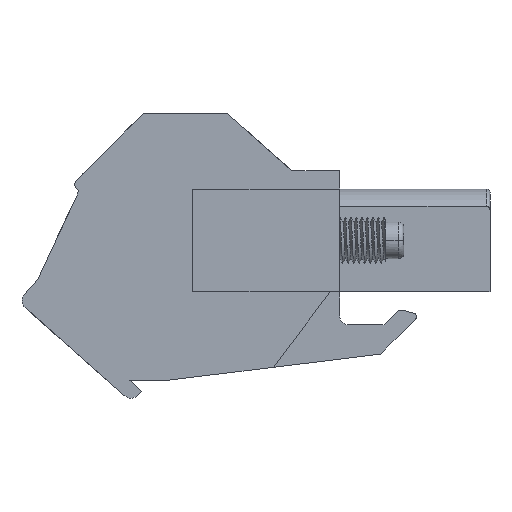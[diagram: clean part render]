
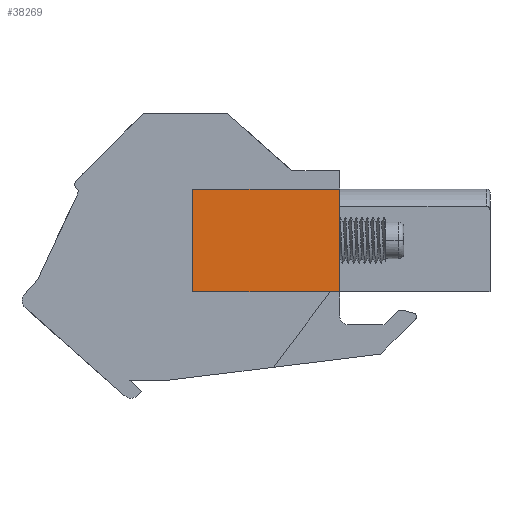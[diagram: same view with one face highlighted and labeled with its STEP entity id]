
A CAD part, left-side view. The second image highlights one B-rep face of the part: STEP entity #38269.
In plain terms, the highlighted planar face has unit normal (-1, 0, 0).
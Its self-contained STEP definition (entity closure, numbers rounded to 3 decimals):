
#665 = ORIENTED_EDGE ( 'NONE', *, *, #1042, .F. ) ;
#1042 = EDGE_CURVE ( 'NONE', #10277, #30041, #32386, .T. ) ;
#1189 = LINE ( 'NONE', #28580, #7671 ) ;
#1711 = VERTEX_POINT ( 'NONE', #11779 ) ;
#2255 = DIRECTION ( 'NONE',  ( -1., 0., 0. ) ) ;
#3612 = VERTEX_POINT ( 'NONE', #3632 ) ;
#3632 = CARTESIAN_POINT ( 'NONE',  ( -5., 8.2, 5.8 ) ) ;
#5387 = VECTOR ( 'NONE', #34303, 1000. ) ;
#5799 = FACE_OUTER_BOUND ( 'NONE', #19239, .T. ) ;
#6478 = ORIENTED_EDGE ( 'NONE', *, *, #11235, .F. ) ;
#6609 = VECTOR ( 'NONE', #34542, 1000. ) ;
#7117 = CARTESIAN_POINT ( 'NONE',  ( -5., 16.2, 5.8 ) ) ;
#7671 = VECTOR ( 'NONE', #26261, 1000. ) ;
#8787 = AXIS2_PLACEMENT_3D ( 'NONE', #20223, #2255, #29827 ) ;
#10277 = VERTEX_POINT ( 'NONE', #28534 ) ;
#11235 = EDGE_CURVE ( 'NONE', #1711, #10277, #13061, .T. ) ;
#11779 = CARTESIAN_POINT ( 'NONE',  ( -5., 16.2, 5.8 ) ) ;
#13061 = LINE ( 'NONE', #7117, #5387 ) ;
#13422 = ORIENTED_EDGE ( 'NONE', *, *, #30575, .T. ) ;
#14368 = VECTOR ( 'NONE', #31064, 1000. ) ;
#18666 = CARTESIAN_POINT ( 'NONE',  ( -5., 8.2, 11.4 ) ) ;
#19239 = EDGE_LOOP ( 'NONE', ( #13422, #665, #6478, #23766 ) ) ;
#19988 = CARTESIAN_POINT ( 'NONE',  ( -5., 16.2, 11.4 ) ) ;
#20223 = CARTESIAN_POINT ( 'NONE',  ( -5., 16.2, 5.8 ) ) ;
#23766 = ORIENTED_EDGE ( 'NONE', *, *, #35624, .T. ) ;
#26261 = DIRECTION ( 'NONE',  ( 0., 0., 1. ) ) ;
#28534 = CARTESIAN_POINT ( 'NONE',  ( -5., 16.2, 11.4 ) ) ;
#28580 = CARTESIAN_POINT ( 'NONE',  ( -5., 8.2, 5.8 ) ) ;
#29827 = DIRECTION ( 'NONE',  ( 0., -1., 0. ) ) ;
#30041 = VERTEX_POINT ( 'NONE', #18666 ) ;
#30575 = EDGE_CURVE ( 'NONE', #3612, #30041, #1189, .T. ) ;
#31064 = DIRECTION ( 'NONE',  ( 0., -1., 0. ) ) ;
#32386 = LINE ( 'NONE', #19988, #6609 ) ;
#33462 = CARTESIAN_POINT ( 'NONE',  ( -5., 16.2, 5.8 ) ) ;
#34303 = DIRECTION ( 'NONE',  ( 0., 0., 1. ) ) ;
#34542 = DIRECTION ( 'NONE',  ( 0., -1., 0. ) ) ;
#35624 = EDGE_CURVE ( 'NONE', #1711, #3612, #36220, .T. ) ;
#35737 = PLANE ( 'NONE',  #8787 ) ;
#36220 = LINE ( 'NONE', #33462, #14368 ) ;
#38269 = ADVANCED_FACE ( 'NONE', ( #5799 ), #35737, .T. ) ;
